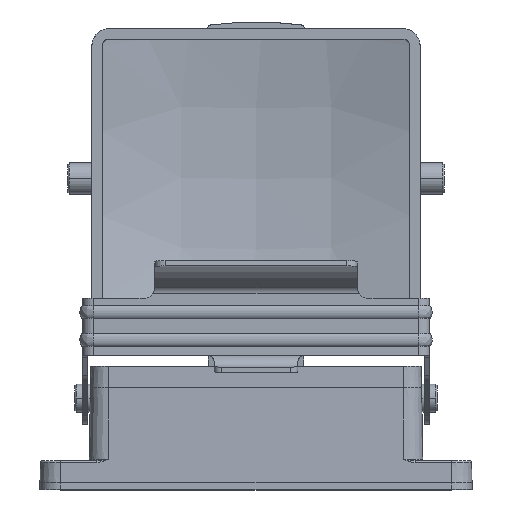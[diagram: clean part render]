
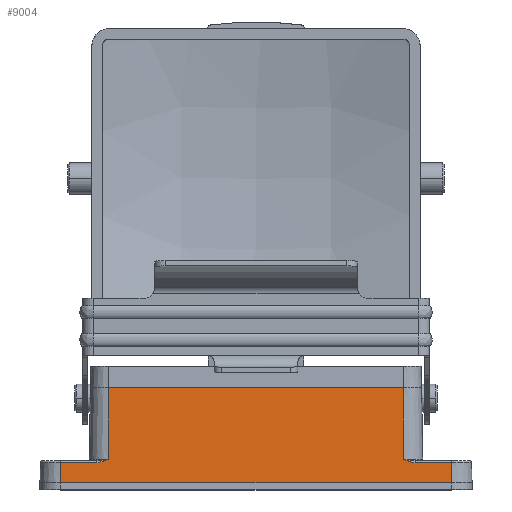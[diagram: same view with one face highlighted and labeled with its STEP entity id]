
A CAD part, top view. The second image highlights one B-rep face of the part: STEP entity #9004.
In plain terms, the highlighted planar face has unit normal (0, 0.018, 1).
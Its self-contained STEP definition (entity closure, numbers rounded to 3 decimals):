
#326 = VERTEX_POINT ( 'NONE', #5150 ) ;
#697 = LINE ( 'NONE', #15154, #10353 ) ;
#824 = VERTEX_POINT ( 'NONE', #12831 ) ;
#1085 = CARTESIAN_POINT ( 'NONE',  ( 42.636, -26.726, 42.342 ) ) ;
#1180 = CARTESIAN_POINT ( 'NONE',  ( -44.243, -27.358, 42.353 ) ) ;
#1401 = EDGE_CURVE ( 'NONE', #824, #326, #11910, .T. ) ;
#1407 = LINE ( 'NONE', #12846, #11069 ) ;
#1421 = VERTEX_POINT ( 'NONE', #7700 ) ;
#1505 = ORIENTED_EDGE ( 'NONE', *, *, #8398, .T. ) ;
#1531 = DIRECTION ( 'NONE',  ( -1., 0., 0. ) ) ;
#1677 = CARTESIAN_POINT ( 'NONE',  ( 42.375, -6.15, 41.982 ) ) ;
#1953 = CARTESIAN_POINT ( 'NONE',  ( -42.375, -26.609, 42.339 ) ) ;
#2035 = EDGE_CURVE ( 'NONE', #7594, #5718, #697, .T. ) ;
#2239 = CARTESIAN_POINT ( 'NONE',  ( 45.364, -27.591, 42.357 ) ) ;
#2256 = B_SPLINE_CURVE_WITH_KNOTS ( 'NONE', 3,
 ( #16338, #7459, #8751, #1180, #10012, #2431, #11269, #3683 ),
 .UNSPECIFIED., .F., .F.,
 ( 4, 2, 2, 4 ),
 ( 0., 0.002, 0.003, 0.003 ),
 .UNSPECIFIED. ) ;
#2337 = LINE ( 'NONE', #2420, #8277 ) ;
#2420 = CARTESIAN_POINT ( 'NONE',  ( 56., -35.3, 42.491 ) ) ;
#2431 = CARTESIAN_POINT ( 'NONE',  ( -45.081, -27.554, 42.356 ) ) ;
#2515 = AXIS2_PLACEMENT_3D ( 'NONE', #11535, #5227, #14066 ) ;
#2750 = CARTESIAN_POINT ( 'NONE',  ( -42.375, -33.4, 42.458 ) ) ;
#2922 = CARTESIAN_POINT ( 'NONE',  ( -56., -33.4, 42.458 ) ) ;
#2966 = VERTEX_POINT ( 'NONE', #15752 ) ;
#3497 = ORIENTED_EDGE ( 'NONE', *, *, #13859, .T. ) ;
#3673 = DIRECTION ( 'NONE',  ( 0., -1., 0.017 ) ) ;
#3683 = CARTESIAN_POINT ( 'NONE',  ( -45.655, -27.591, 42.357 ) ) ;
#3979 = DIRECTION ( 'NONE',  ( -1., 0., 0. ) ) ;
#4000 = DIRECTION ( 'NONE',  ( -1., 0., 0. ) ) ;
#4121 = EDGE_CURVE ( 'NONE', #4721, #10800, #2256, .T. ) ;
#4274 = EDGE_LOOP ( 'NONE', ( #11996, #8859, #15656, #1505, #10991, #10850, #16051, #13678, #8858, #3497 ) ) ;
#4550 = LINE ( 'NONE', #15097, #10888 ) ;
#4721 = VERTEX_POINT ( 'NONE', #1953 ) ;
#5150 = CARTESIAN_POINT ( 'NONE',  ( 45.655, -27.591, 42.357 ) ) ;
#5227 = DIRECTION ( 'NONE',  ( 0., 0.017, 1. ) ) ;
#5718 = VERTEX_POINT ( 'NONE', #1677 ) ;
#5898 = CARTESIAN_POINT ( 'NONE',  ( -56., -35.3, 42.491 ) ) ;
#6079 = CARTESIAN_POINT ( 'NONE',  ( 44.52, -27.438, 42.354 ) ) ;
#6165 = CARTESIAN_POINT ( 'NONE',  ( 42.375, -26.609, 42.339 ) ) ;
#7358 = CARTESIAN_POINT ( 'NONE',  ( 43.698, -27.172, 42.349 ) ) ;
#7459 = CARTESIAN_POINT ( 'NONE',  ( -42.9, -26.844, 42.344 ) ) ;
#7575 = DIRECTION ( 'NONE',  ( 0., 1., -0.017 ) ) ;
#7594 = VERTEX_POINT ( 'NONE', #6165 ) ;
#7700 = CARTESIAN_POINT ( 'NONE',  ( -42.375, -6.15, 41.982 ) ) ;
#8051 = EDGE_CURVE ( 'NONE', #2966, #11336, #12909, .T. ) ;
#8144 = CARTESIAN_POINT ( 'NONE',  ( -42.375, 0., 41.875 ) ) ;
#8277 = VECTOR ( 'NONE', #3673, 1000. ) ;
#8398 = EDGE_CURVE ( 'NONE', #326, #7594, #9797, .T. ) ;
#8588 = EDGE_CURVE ( 'NONE', #10800, #14685, #1407, .T. ) ;
#8671 = CARTESIAN_POINT ( 'NONE',  ( 42.9, -26.844, 42.344 ) ) ;
#8751 = CARTESIAN_POINT ( 'NONE',  ( -43.425, -27.079, 42.348 ) ) ;
#8824 = DIRECTION ( 'NONE',  ( -1., 0., 0. ) ) ;
#8858 = ORIENTED_EDGE ( 'NONE', *, *, #8588, .T. ) ;
#8859 = ORIENTED_EDGE ( 'NONE', *, *, #15857, .F. ) ;
#9004 = ADVANCED_FACE ( 'NONE', ( #11036 ), #14016, .T. ) ;
#9093 = CARTESIAN_POINT ( 'NONE',  ( -45.655, -27.591, 42.357 ) ) ;
#9253 = LINE ( 'NONE', #8144, #14370 ) ;
#9416 = DIRECTION ( 'NONE',  ( 0., 1., -0.017 ) ) ;
#9797 = B_SPLINE_CURVE_WITH_KNOTS ( 'NONE', 3,
 ( #11073, #2239, #13661, #6079, #14942, #7358, #16246, #8671, #1085, #9920 ),
 .UNSPECIFIED., .F., .F.,
 ( 4, 2, 2, 2, 4 ),
 ( 0., 0.001, 0.002, 0.003, 0.003 ),
 .UNSPECIFIED. ) ;
#9920 = CARTESIAN_POINT ( 'NONE',  ( 42.375, -26.609, 42.339 ) ) ;
#10012 = CARTESIAN_POINT ( 'NONE',  ( -44.52, -27.438, 42.354 ) ) ;
#10080 = LINE ( 'NONE', #5898, #13440 ) ;
#10353 = VECTOR ( 'NONE', #7575, 1000. ) ;
#10435 = EDGE_CURVE ( 'NONE', #4721, #1421, #9253, .T. ) ;
#10800 = VERTEX_POINT ( 'NONE', #9093 ) ;
#10850 = ORIENTED_EDGE ( 'NONE', *, *, #13666, .T. ) ;
#10888 = VECTOR ( 'NONE', #8824, 1000. ) ;
#10991 = ORIENTED_EDGE ( 'NONE', *, *, #2035, .T. ) ;
#11036 = FACE_OUTER_BOUND ( 'NONE', #4274, .T. ) ;
#11069 = VECTOR ( 'NONE', #1531, 1000. ) ;
#11073 = CARTESIAN_POINT ( 'NONE',  ( 45.655, -27.591, 42.357 ) ) ;
#11269 = CARTESIAN_POINT ( 'NONE',  ( -45.364, -27.591, 42.357 ) ) ;
#11336 = VERTEX_POINT ( 'NONE', #2922 ) ;
#11420 = CARTESIAN_POINT ( 'NONE',  ( -56., -27.591, 42.357 ) ) ;
#11535 = CARTESIAN_POINT ( 'NONE',  ( -42.375, 0., 41.875 ) ) ;
#11910 = LINE ( 'NONE', #12835, #15280 ) ;
#11996 = ORIENTED_EDGE ( 'NONE', *, *, #8051, .F. ) ;
#12831 = CARTESIAN_POINT ( 'NONE',  ( 56., -27.591, 42.357 ) ) ;
#12835 = CARTESIAN_POINT ( 'NONE',  ( 42.375, -27.591, 42.357 ) ) ;
#12846 = CARTESIAN_POINT ( 'NONE',  ( -56., -27.591, 42.357 ) ) ;
#12909 = LINE ( 'NONE', #2750, #15270 ) ;
#13440 = VECTOR ( 'NONE', #13475, 1000. ) ;
#13475 = DIRECTION ( 'NONE',  ( 0., -1., 0.017 ) ) ;
#13661 = CARTESIAN_POINT ( 'NONE',  ( 45.081, -27.554, 42.356 ) ) ;
#13666 = EDGE_CURVE ( 'NONE', #5718, #1421, #4550, .T. ) ;
#13678 = ORIENTED_EDGE ( 'NONE', *, *, #4121, .T. ) ;
#13859 = EDGE_CURVE ( 'NONE', #14685, #11336, #10080, .T. ) ;
#14016 = PLANE ( 'NONE',  #2515 ) ;
#14066 = DIRECTION ( 'NONE',  ( 0., -1., 0.017 ) ) ;
#14370 = VECTOR ( 'NONE', #9416, 1000. ) ;
#14685 = VERTEX_POINT ( 'NONE', #11420 ) ;
#14942 = CARTESIAN_POINT ( 'NONE',  ( 44.243, -27.358, 42.353 ) ) ;
#15097 = CARTESIAN_POINT ( 'NONE',  ( -42.375, -6.15, 41.982 ) ) ;
#15154 = CARTESIAN_POINT ( 'NONE',  ( 42.375, 0., 41.875 ) ) ;
#15270 = VECTOR ( 'NONE', #4000, 1000. ) ;
#15280 = VECTOR ( 'NONE', #3979, 1000. ) ;
#15656 = ORIENTED_EDGE ( 'NONE', *, *, #1401, .T. ) ;
#15752 = CARTESIAN_POINT ( 'NONE',  ( 56., -33.4, 42.458 ) ) ;
#15857 = EDGE_CURVE ( 'NONE', #824, #2966, #2337, .T. ) ;
#16051 = ORIENTED_EDGE ( 'NONE', *, *, #10435, .F. ) ;
#16246 = CARTESIAN_POINT ( 'NONE',  ( 43.43, -27.067, 42.347 ) ) ;
#16338 = CARTESIAN_POINT ( 'NONE',  ( -42.375, -26.609, 42.339 ) ) ;
